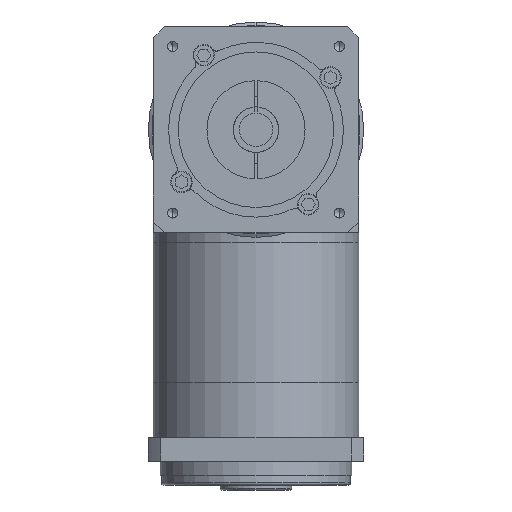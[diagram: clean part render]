
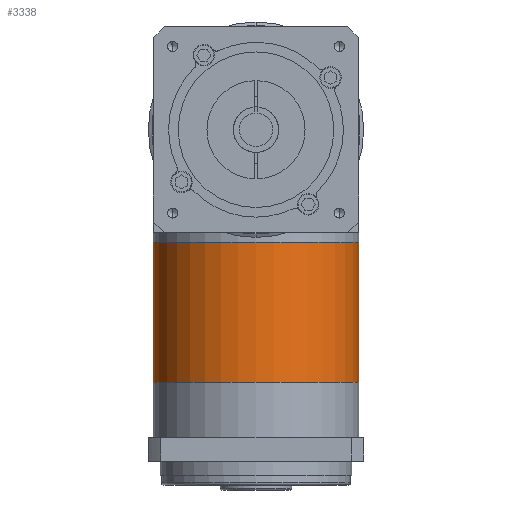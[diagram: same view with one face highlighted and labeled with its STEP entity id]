
A CAD part, front view. The second image highlights one B-rep face of the part: STEP entity #3338.
In plain terms, the highlighted cylindrical face has radius 43 mm (diameter 86 mm), a partial arc.
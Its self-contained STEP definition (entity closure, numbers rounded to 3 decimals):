
#32 = ORIENTED_EDGE ( 'NONE', *, *, #4227, .F. ) ;
#547 = AXIS2_PLACEMENT_3D ( 'NONE', #7843, #2950, #8681 ) ;
#667 = DIRECTION ( 'NONE',  ( 0., 0., 1. ) ) ;
#682 = LINE ( 'NONE', #10551, #4855 ) ;
#888 = CARTESIAN_POINT ( 'NONE',  ( 43., 0., -4. ) ) ;
#953 = VECTOR ( 'NONE', #2434, 1000. ) ;
#1007 = VERTEX_POINT ( 'NONE', #3175 ) ;
#1568 = DIRECTION ( 'NONE',  ( 0., 0., 1. ) ) ;
#2382 = ORIENTED_EDGE ( 'NONE', *, *, #6101, .F. ) ;
#2400 = VERTEX_POINT ( 'NONE', #10019 ) ;
#2434 = DIRECTION ( 'NONE',  ( 0., 0., 1. ) ) ;
#2515 = ORIENTED_EDGE ( 'NONE', *, *, #4635, .T. ) ;
#2901 = CIRCLE ( 'NONE', #4798, 43. ) ;
#2950 = DIRECTION ( 'NONE',  ( 0., 0., 1. ) ) ;
#3038 = AXIS2_PLACEMENT_3D ( 'NONE', #10120, #9282, #7673 ) ;
#3175 = CARTESIAN_POINT ( 'NONE',  ( -43., 0., -62.5 ) ) ;
#3218 = VERTEX_POINT ( 'NONE', #888 ) ;
#3338 = ADVANCED_FACE ( 'NONE', ( #8002 ), #5092, .T. ) ;
#4227 = EDGE_CURVE ( 'NONE', #1007, #2400, #8931, .T. ) ;
#4635 = EDGE_CURVE ( 'NONE', #7829, #3218, #682, .T. ) ;
#4642 = EDGE_CURVE ( 'NONE', #1007, #7829, #2901, .T. ) ;
#4798 = AXIS2_PLACEMENT_3D ( 'NONE', #6518, #1568, #7318 ) ;
#4855 = VECTOR ( 'NONE', #667, 1000. ) ;
#5092 = CYLINDRICAL_SURFACE ( 'NONE', #3038, 43. ) ;
#6101 = EDGE_CURVE ( 'NONE', #2400, #3218, #6350, .T. ) ;
#6130 = ORIENTED_EDGE ( 'NONE', *, *, #4642, .T. ) ;
#6350 = CIRCLE ( 'NONE', #547, 43. ) ;
#6518 = CARTESIAN_POINT ( 'NONE',  ( 0., 0., -62.5 ) ) ;
#6673 = CARTESIAN_POINT ( 'NONE',  ( 43., 0., -62.5 ) ) ;
#7318 = DIRECTION ( 'NONE',  ( -1., 0., 0. ) ) ;
#7673 = DIRECTION ( 'NONE',  ( 1., 0., 0. ) ) ;
#7829 = VERTEX_POINT ( 'NONE', #6673 ) ;
#7843 = CARTESIAN_POINT ( 'NONE',  ( 0., 0., -4. ) ) ;
#8002 = FACE_OUTER_BOUND ( 'NONE', #9547, .T. ) ;
#8163 = CARTESIAN_POINT ( 'NONE',  ( -43., 0., -95.5 ) ) ;
#8681 = DIRECTION ( 'NONE',  ( -1., 0., 0. ) ) ;
#8931 = LINE ( 'NONE', #8163, #953 ) ;
#9282 = DIRECTION ( 'NONE',  ( 0., 0., 1. ) ) ;
#9547 = EDGE_LOOP ( 'NONE', ( #32, #6130, #2515, #2382 ) ) ;
#10019 = CARTESIAN_POINT ( 'NONE',  ( -43., 0., -4. ) ) ;
#10120 = CARTESIAN_POINT ( 'NONE',  ( 0., 0., -95.5 ) ) ;
#10551 = CARTESIAN_POINT ( 'NONE',  ( 43., 0., -95.5 ) ) ;
